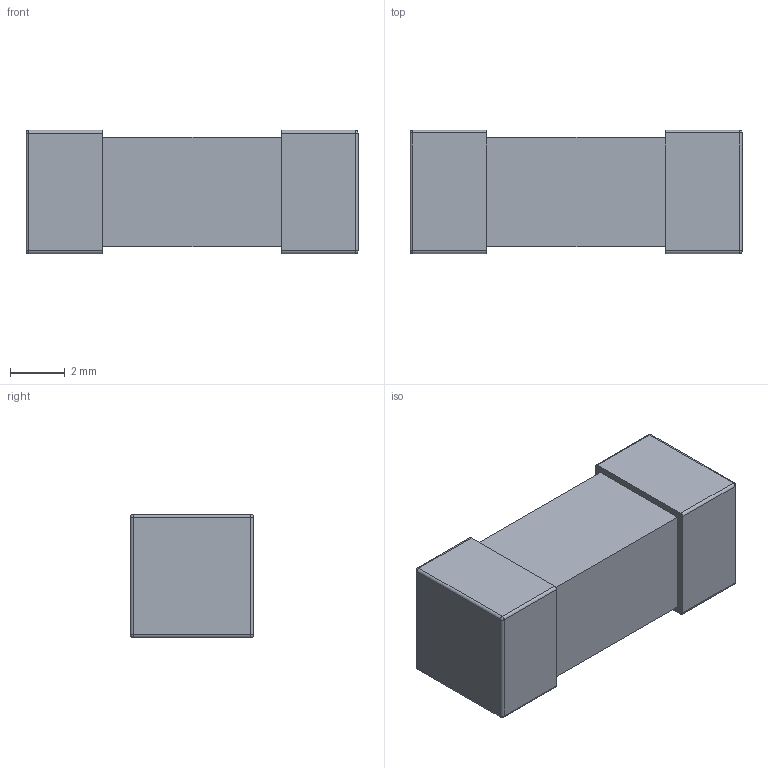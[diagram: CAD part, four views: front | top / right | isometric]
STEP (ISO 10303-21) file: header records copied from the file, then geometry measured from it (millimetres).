
FILE_DESCRIPTION(('FreeCAD Model'),'2;1');
FILE_NAME('fuse.step', '2017-09-13T16:45:55',('kicad StepUp'),('ksu MCAD'), 'Open CASCADE STEP processor 6.8','FreeCAD','Unknown');
FILE_SCHEMA(('AUTOMOTIVE_DESIGN_CC2 { 1 2 10303 214 -1 1 5 4 }'));
Length unit declared in the file: millimetre
Products named in the file (2): ASSEMBLY; fuse
Assembly tree (1 placements, depth 2):
  ASSEMBLY
    fuse
Bounding box: 12.1 x 4.5 x 4.5 mm (x, y, z)
Volume: 217.3 mm3; surface area: 251.3 mm2
Topology: 1 solids, 1 shells, 40 faces, 92 edges, 48 vertices
Faces by surface type: plane 16, cylinder 16, sphere 8
Entity records: 1359 total; most frequent: DIRECTION 200, CARTESIAN_POINT 174, ORIENTED_EDGE 168, EDGE_CURVE 84, AXIS2_PLACEMENT_3D 74, LINE 52, VECTOR 52, VERTEX_POINT 48
